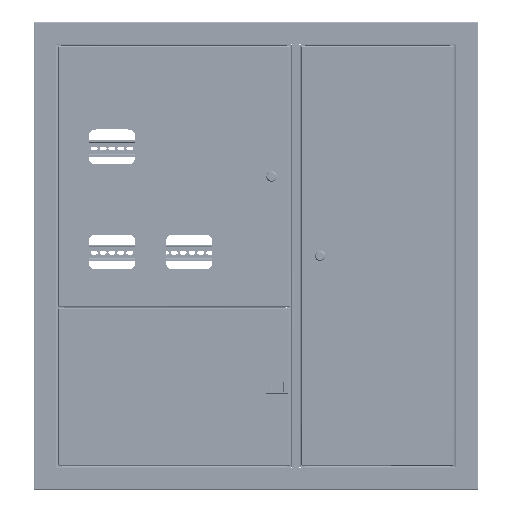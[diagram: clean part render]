
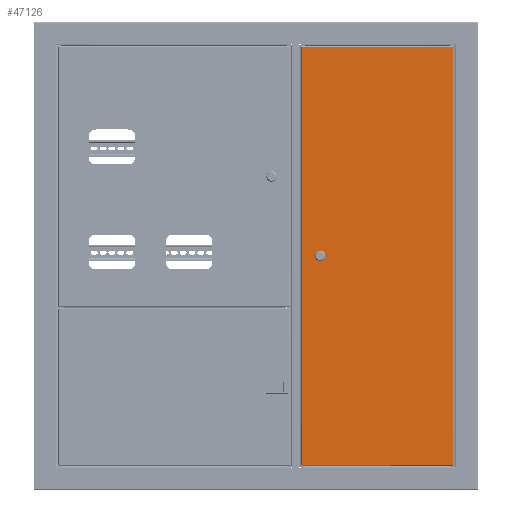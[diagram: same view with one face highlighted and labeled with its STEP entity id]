
A CAD part, top view. The second image highlights one B-rep face of the part: STEP entity #47126.
In plain terms, the highlighted planar face has unit normal (0, 0, 1).
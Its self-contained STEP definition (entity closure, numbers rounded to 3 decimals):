
#16 = VECTOR ( 'NONE', #9346, 1000. ) ;
#1065 = EDGE_CURVE ( 'NONE', #15884, #12668, #64273, .T. ) ;
#1460 = VECTOR ( 'NONE', #38479, 1000. ) ;
#4945 = ORIENTED_EDGE ( 'NONE', *, *, #23872, .F. ) ;
#5226 = EDGE_CURVE ( 'NONE', #19248, #72773, #7762, .T. ) ;
#7762 = CIRCLE ( 'NONE', #53018, 9.25 ) ;
#8079 = DIRECTION ( 'NONE',  ( 1., 0., 0. ) ) ;
#8131 = CARTESIAN_POINT ( 'NONE',  ( 451.849, 31.5, 0. ) ) ;
#9327 = CARTESIAN_POINT ( 'NONE',  ( 1.7, 1.7, 0. ) ) ;
#9346 = DIRECTION ( 'NONE',  ( 1., 0., 0. ) ) ;
#12050 = CARTESIAN_POINT ( 'NONE',  ( 1.7, 324., 0. ) ) ;
#12138 = VERTEX_POINT ( 'NONE', #34910 ) ;
#12412 = DIRECTION ( 'NONE',  ( 0., 0., 1. ) ) ;
#12668 = VERTEX_POINT ( 'NONE', #45683 ) ;
#14225 = EDGE_LOOP ( 'NONE', ( #16765, #22175, #52297, #67763 ) ) ;
#15764 = CARTESIAN_POINT ( 'NONE',  ( 1.7, 1.7, 0. ) ) ;
#15884 = VERTEX_POINT ( 'NONE', #67638 ) ;
#16765 = ORIENTED_EDGE ( 'NONE', *, *, #78999, .T. ) ;
#17232 = EDGE_CURVE ( 'NONE', #21478, #19248, #29005, .T. ) ;
#19248 = VERTEX_POINT ( 'NONE', #65106 ) ;
#21161 = LINE ( 'NONE', #27585, #25600 ) ;
#21363 = ORIENTED_EDGE ( 'NONE', *, *, #5226, .F. ) ;
#21478 = VERTEX_POINT ( 'NONE', #8131 ) ;
#21773 = CARTESIAN_POINT ( 'NONE',  ( 894.7, 0., 0. ) ) ;
#22175 = ORIENTED_EDGE ( 'NONE', *, *, #1065, .T. ) ;
#22235 = FACE_OUTER_BOUND ( 'NONE', #14225, .T. ) ;
#22817 = VECTOR ( 'NONE', #32699, 1000. ) ;
#23031 = LINE ( 'NONE', #15764, #27964 ) ;
#23445 = PLANE ( 'NONE',  #55793 ) ;
#23565 = VERTEX_POINT ( 'NONE', #43041 ) ;
#23872 = EDGE_CURVE ( 'NONE', #12138, #21478, #41331, .T. ) ;
#25600 = VECTOR ( 'NONE', #57965, 1000. ) ;
#26033 = LINE ( 'NONE', #38579, #42489 ) ;
#27492 = DIRECTION ( 'NONE',  ( 0., 0., 1. ) ) ;
#27585 = CARTESIAN_POINT ( 'NONE',  ( 1.7, 324.293, 0. ) ) ;
#27964 = VECTOR ( 'NONE', #53388, 1000. ) ;
#29005 = CIRCLE ( 'NONE', #74242, 9.25 ) ;
#29491 = CARTESIAN_POINT ( 'NONE',  ( 0., 325.7, 0. ) ) ;
#31802 = ORIENTED_EDGE ( 'NONE', *, *, #45027, .F. ) ;
#32699 = DIRECTION ( 'NONE',  ( 0., 1., 0. ) ) ;
#34690 = CARTESIAN_POINT ( 'NONE',  ( 451.849, 48.5, 0. ) ) ;
#34757 = DIRECTION ( 'NONE',  ( 1., 0., 0. ) ) ;
#34910 = CARTESIAN_POINT ( 'NONE',  ( 444.551, 31.5, 0. ) ) ;
#37792 = EDGE_CURVE ( 'NONE', #72773, #23565, #68843, .T. ) ;
#38076 = CARTESIAN_POINT ( 'NONE',  ( 451.849, 48.5, 0. ) ) ;
#38453 = DIRECTION ( 'NONE',  ( 0., 0., 1. ) ) ;
#38479 = DIRECTION ( 'NONE',  ( -1., 0., 0. ) ) ;
#38579 = CARTESIAN_POINT ( 'NONE',  ( 894.993, 324., 0. ) ) ;
#41331 = LINE ( 'NONE', #59139, #16 ) ;
#42489 = VECTOR ( 'NONE', #51517, 1000. ) ;
#43041 = CARTESIAN_POINT ( 'NONE',  ( 444.551, 48.5, 0. ) ) ;
#45027 = EDGE_CURVE ( 'NONE', #23565, #12138, #69046, .T. ) ;
#45683 = CARTESIAN_POINT ( 'NONE',  ( 894.7, 324., 0. ) ) ;
#47126 = ADVANCED_FACE ( 'NONE', ( #54203, #22235 ), #23445, .F. ) ;
#48140 = EDGE_LOOP ( 'NONE', ( #71306, #21363, #78803, #4945, #31802 ) ) ;
#49394 = EDGE_CURVE ( 'NONE', #12668, #58865, #26033, .T. ) ;
#50555 = EDGE_CURVE ( 'NONE', #58865, #54754, #21161, .T. ) ;
#51517 = DIRECTION ( 'NONE',  ( -1., 0., 0. ) ) ;
#52297 = ORIENTED_EDGE ( 'NONE', *, *, #49394, .T. ) ;
#53018 = AXIS2_PLACEMENT_3D ( 'NONE', #57074, #38453, #8079 ) ;
#53388 = DIRECTION ( 'NONE',  ( 1., 0., 0. ) ) ;
#54203 = FACE_BOUND ( 'NONE', #48140, .T. ) ;
#54754 = VERTEX_POINT ( 'NONE', #9327 ) ;
#55793 = AXIS2_PLACEMENT_3D ( 'NONE', #29491, #65142, #77651 ) ;
#57074 = CARTESIAN_POINT ( 'NONE',  ( 448.2, 40., 0. ) ) ;
#57965 = DIRECTION ( 'NONE',  ( 0., -1., 0. ) ) ;
#58865 = VERTEX_POINT ( 'NONE', #12050 ) ;
#59139 = CARTESIAN_POINT ( 'NONE',  ( 451.849, 31.5, 0. ) ) ;
#61772 = DIRECTION ( 'NONE',  ( 1., 0., 0. ) ) ;
#64273 = LINE ( 'NONE', #21773, #22817 ) ;
#65106 = CARTESIAN_POINT ( 'NONE',  ( 457.45, 40., 0. ) ) ;
#65142 = DIRECTION ( 'NONE',  ( 0., 0., -1. ) ) ;
#65558 = CARTESIAN_POINT ( 'NONE',  ( 448.2, 40., 0. ) ) ;
#67638 = CARTESIAN_POINT ( 'NONE',  ( 894.7, 1.7, 0. ) ) ;
#67763 = ORIENTED_EDGE ( 'NONE', *, *, #50555, .T. ) ;
#67860 = CARTESIAN_POINT ( 'NONE',  ( 448.2, 40., 0. ) ) ;
#68843 = LINE ( 'NONE', #38076, #1460 ) ;
#69046 = CIRCLE ( 'NONE', #72912, 9.25 ) ;
#71306 = ORIENTED_EDGE ( 'NONE', *, *, #37792, .F. ) ;
#72773 = VERTEX_POINT ( 'NONE', #34690 ) ;
#72912 = AXIS2_PLACEMENT_3D ( 'NONE', #67860, #12412, #61772 ) ;
#74242 = AXIS2_PLACEMENT_3D ( 'NONE', #65558, #27492, #34757 ) ;
#77651 = DIRECTION ( 'NONE',  ( -1., 0., 0. ) ) ;
#78803 = ORIENTED_EDGE ( 'NONE', *, *, #17232, .F. ) ;
#78999 = EDGE_CURVE ( 'NONE', #54754, #15884, #23031, .T. ) ;
